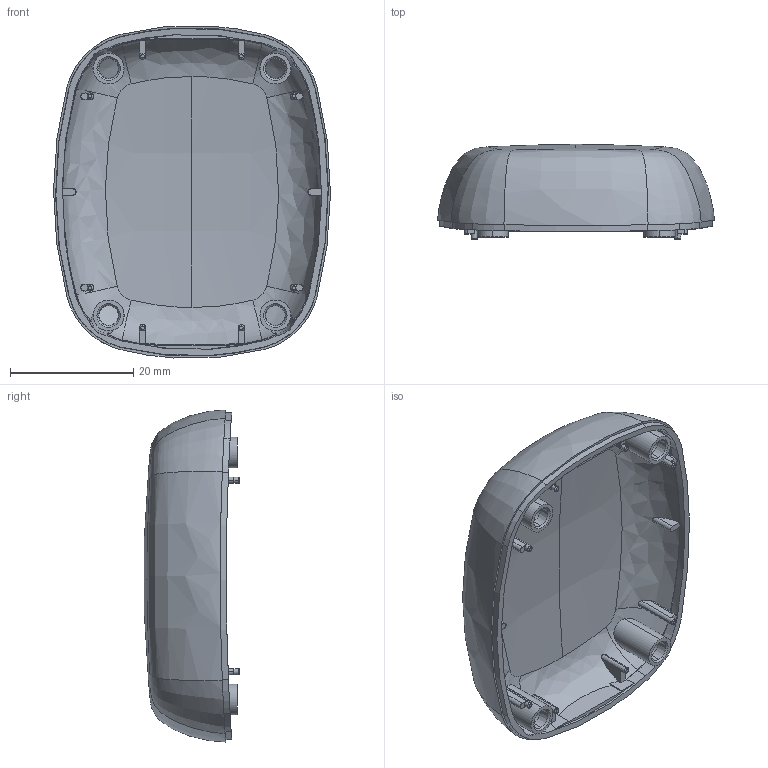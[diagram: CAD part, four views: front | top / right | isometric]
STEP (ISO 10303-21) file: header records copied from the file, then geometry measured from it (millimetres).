
FILE_DESCRIPTION (( 'STEP AP203' ), '1' );
FILE_NAME ('00019041_-_Oberteil_ohne_Vertiefung.STEP', '2018-06-07T21:06:04', ( 'default' ), ( '' ), 'SwSTEP 2.0', 'SolidWorks 2017', '' );
FILE_SCHEMA (( 'CONFIG_CONTROL_DESIGN' ));
Length unit declared in the file: inch
Products named in the file (1): 00019041_-_Oberteil_ohne_Vertiefung
Bounding box: 44.86 x 15.4 x 53.77 mm (x, y, z)
Volume: 12124.1 mm3; surface area: 7280.1 mm2
Topology: 1 solids, 1 shells, 202 faces, 534 edges, 340 vertices
Faces by surface type: bspline 74, plane 54, cone 52, cylinder 22
Entity records: 11322 total; most frequent: CARTESIAN_POINT 6889, ORIENTED_EDGE 1060, DIRECTION 702, EDGE_CURVE 530, VERTEX_POINT 340, AXIS2_PLACEMENT_3D 278, B_SPLINE_CURVE_WITH_KNOTS 219, EDGE_LOOP 212
